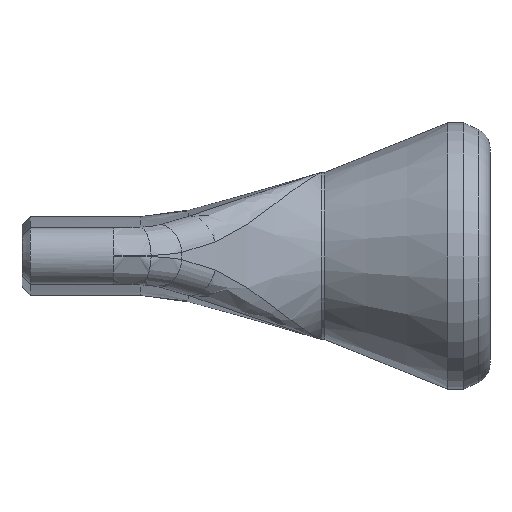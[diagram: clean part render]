
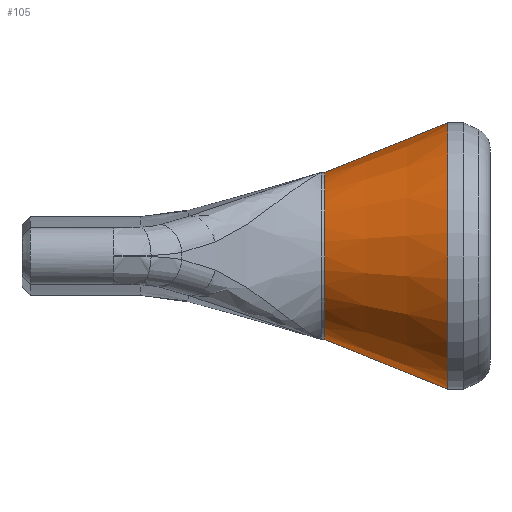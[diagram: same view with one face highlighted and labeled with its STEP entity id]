
A CAD part, left-side view. The second image highlights one B-rep face of the part: STEP entity #105.
In plain terms, the highlighted conical face has half-angle 22 degrees and reference radius 5.11 mm.
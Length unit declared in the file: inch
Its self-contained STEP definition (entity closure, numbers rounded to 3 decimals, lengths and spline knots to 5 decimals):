
#44 = EDGE_CURVE ( 'NONE', #604, #644, #807, .T. ) ;
#105 = ADVANCED_FACE ( 'NONE', ( #1008 ), #1004, .T. ) ;
#106 = EDGE_LOOP ( 'NONE', ( #107, #108, #110, #111 ) ) ;
#107 = ORIENTED_EDGE ( 'NONE', *, *, #674, .F. ) ;
#108 = ORIENTED_EDGE ( 'NONE', *, *, #109, .T. ) ;
#109 = EDGE_CURVE ( 'NONE', #599, #669, #1052, .T. ) ;
#110 = ORIENTED_EDGE ( 'NONE', *, *, #651, .T. ) ;
#111 = ORIENTED_EDGE ( 'NONE', *, *, #44, .F. ) ;
#599 = VERTEX_POINT ( 'NONE', #6239 ) ;
#604 = VERTEX_POINT ( 'NONE', #6233 ) ;
#644 = VERTEX_POINT ( 'NONE', #6340 ) ;
#651 = EDGE_CURVE ( 'NONE', #669, #644, #6332, .T. ) ;
#669 = VERTEX_POINT ( 'NONE', #6416 ) ;
#674 = EDGE_CURVE ( 'NONE', #599, #604, #6404, .T. ) ;
#804 = DIRECTION ( 'NONE',  ( 0., 0., -1. ) ) ;
#805 = DIRECTION ( 'NONE',  ( 0., -1., 0. ) ) ;
#806 = AXIS2_PLACEMENT_3D ( 'NONE', #812, #805, #804 ) ;
#807 = CIRCLE ( 'NONE', #806, 0.32109 ) ;
#812 = CARTESIAN_POINT ( 'NONE',  ( 0., -0.29677, 0. ) ) ;
#1001 = DIRECTION ( 'NONE',  ( 0., 0., -1. ) ) ;
#1002 = DIRECTION ( 'NONE',  ( 0., -1., 0. ) ) ;
#1003 = AXIS2_PLACEMENT_3D ( 'NONE', #1007, #1002, #1001 ) ;
#1004 = CONICAL_SURFACE ( 'NONE', #1003, 0.20119, 0.384 ) ;
#1007 = CARTESIAN_POINT ( 'NONE',  ( 0., 0., 0. ) ) ;
#1008 = FACE_OUTER_BOUND ( 'NONE', #106, .T. ) ;
#1048 = DIRECTION ( 'NONE',  ( 0., 0., -1. ) ) ;
#1049 = DIRECTION ( 'NONE',  ( 0., -1., 0. ) ) ;
#1050 = CARTESIAN_POINT ( 'NONE',  ( 0., 0., 0. ) ) ;
#1051 = AXIS2_PLACEMENT_3D ( 'NONE', #1050, #1049, #1048 ) ;
#1052 = CIRCLE ( 'NONE', #1051, 0.20119 ) ;
#6233 = CARTESIAN_POINT ( 'NONE',  ( 0., -0.29677, 0.32109 ) ) ;
#6239 = CARTESIAN_POINT ( 'NONE',  ( 0., 0., 0.20119 ) ) ;
#6329 = DIRECTION ( 'NONE',  ( 0., -0.927, -0.375 ) ) ;
#6330 = VECTOR ( 'NONE', #6329, 39.37008 ) ;
#6331 = CARTESIAN_POINT ( 'NONE',  ( 0., 0., -0.20119 ) ) ;
#6332 = LINE ( 'NONE', #6331, #6330 ) ;
#6340 = CARTESIAN_POINT ( 'NONE',  ( 0., -0.29677, -0.32109 ) ) ;
#6401 = DIRECTION ( 'NONE',  ( 0., -0.927, 0.375 ) ) ;
#6402 = VECTOR ( 'NONE', #6401, 39.37008 ) ;
#6403 = CARTESIAN_POINT ( 'NONE',  ( 0., 0., 0.20119 ) ) ;
#6404 = LINE ( 'NONE', #6403, #6402 ) ;
#6416 = CARTESIAN_POINT ( 'NONE',  ( 0., 0., -0.20119 ) ) ;
